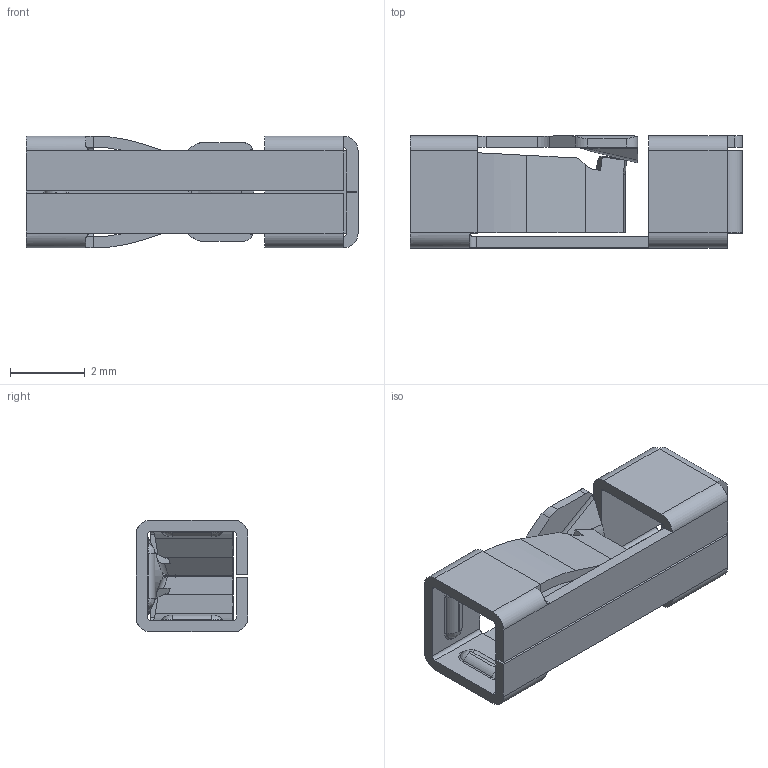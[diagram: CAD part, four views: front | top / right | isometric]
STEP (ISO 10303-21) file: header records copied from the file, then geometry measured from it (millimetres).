
FILE_DESCRIPTION (( 'STEP AP214' ), '1' );
FILE_NAME ('2834167-3.STEP', '2023-10-19T16:06:33', ( '' ), ( '' ), 'SwSTEP 2.0', 'SolidWorks 2021', '' );
FILE_SCHEMA (( 'AUTOMOTIVE_DESIGN' ));
Length unit declared in the file: millimetre
Products named in the file (2): 2834167-3_2834167-3; 2834167-3
Assembly tree (1 placements, depth 2):
  2834167-3
    2834167-3_2834167-3
Bounding box: 8.9 x 3 x 3 mm (x, y, z)
Volume: 24.7 mm3; surface area: 193.2 mm2
Topology: 1 solids, 1 shells, 167 faces, 428 edges, 264 vertices
Faces by surface type: plane 87, cylinder 56, bspline 18, torus 6
Entity records: 5937 total; most frequent: CARTESIAN_POINT 1932, ORIENTED_EDGE 856, DIRECTION 787, EDGE_CURVE 428, VERTEX_POINT 264, AXIS2_PLACEMENT_3D 263, LINE 261, VECTOR 261
